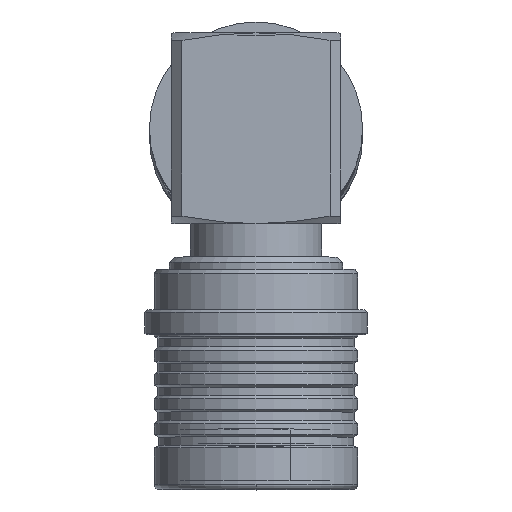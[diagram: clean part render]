
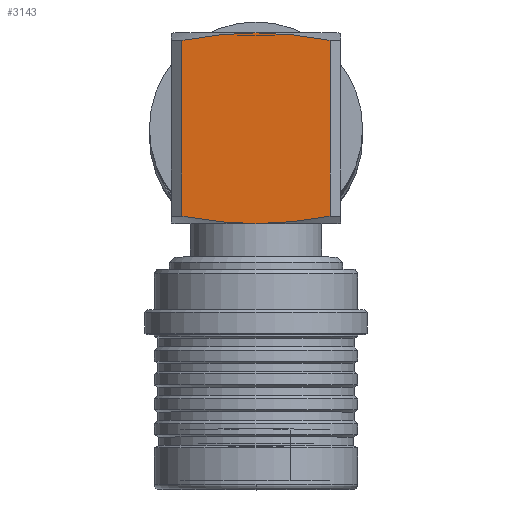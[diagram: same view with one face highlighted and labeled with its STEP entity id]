
A CAD part, top view. The second image highlights one B-rep face of the part: STEP entity #3143.
In plain terms, the highlighted face is planar.
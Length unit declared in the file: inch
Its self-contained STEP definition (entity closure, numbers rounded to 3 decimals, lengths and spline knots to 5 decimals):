
#9 = VERTEX_POINT ( 'NONE', #523 ) ;
#370 = EDGE_CURVE ( 'NONE', #10710, #20108, #3023, .T. ) ;
#460 = CARTESIAN_POINT ( 'NONE',  ( -0.17717, 0.15748, -0.02298 ) ) ;
#523 = CARTESIAN_POINT ( 'NONE',  ( -0.17717, 0.15748, 0. ) ) ;
#850 = CARTESIAN_POINT ( 'NONE',  ( 0.16737, 0.15748, -0.11466 ) ) ;
#1418 = VERTEX_POINT ( 'NONE', #16073 ) ;
#1969 = CARTESIAN_POINT ( 'NONE',  ( -0.17085, 0.15748, -0.09175 ) ) ;
#1977 = EDGE_CURVE ( 'NONE', #20108, #9, #3679, .T. ) ;
#2195 = CARTESIAN_POINT ( 'NONE',  ( -0.17717, 0.15748, 0.13748 ) ) ;
#2303 = VERTEX_POINT ( 'NONE', #3675 ) ;
#2342 = CARTESIAN_POINT ( 'NONE',  ( -0.17717, 0.15748, 0.02292 ) ) ;
#3023 = LINE ( 'NONE', #18123, #16886 ) ;
#3143 = ADVANCED_FACE ( 'NONE', ( #4491 ), #3268, .F. ) ;
#3268 = PLANE ( 'NONE',  #14464 ) ;
#3351 = DIRECTION ( 'NONE',  ( 0., 0., -1. ) ) ;
#3675 = CARTESIAN_POINT ( 'NONE',  ( -0.16335, 0.15748, 0.13748 ) ) ;
#3679 = B_SPLINE_CURVE_WITH_KNOTS ( 'NONE', 3,
 ( #14551, #19774, #1969, #7402, #460, #20238 ),
 .UNSPECIFIED., .F., .F.,
 ( 4, 2, 4 ),
 ( 0.00478, 0.00654, 0.00831 ),
 .UNSPECIFIED. ) ;
#4382 = CARTESIAN_POINT ( 'NONE',  ( 0.17717, 0.15748, -0.02298 ) ) ;
#4491 = FACE_OUTER_BOUND ( 'NONE', #9170, .T. ) ;
#4749 = CARTESIAN_POINT ( 'NONE',  ( 0.17578, 0.15748, 0.04587 ) ) ;
#5092 = CARTESIAN_POINT ( 'NONE',  ( -0.17717, 0.15748, 0.15748 ) ) ;
#6051 = CARTESIAN_POINT ( 'NONE',  ( -0.16335, 0.15748, 0.13748 ) ) ;
#6208 = CARTESIAN_POINT ( 'NONE',  ( 0.16335, 0.15748, -0.13748 ) ) ;
#6645 = CARTESIAN_POINT ( 'NONE',  ( 0.16335, 0.15748, 0.13748 ) ) ;
#7402 = CARTESIAN_POINT ( 'NONE',  ( -0.17577, 0.15748, -0.04592 ) ) ;
#7434 = EDGE_CURVE ( 'NONE', #2303, #9256, #16009, .T. ) ;
#7500 = B_SPLINE_CURVE_WITH_KNOTS ( 'NONE', 3,
 ( #14019, #17477, #4749, #8607, #8371, #6645 ),
 .UNSPECIFIED., .F., .F.,
 ( 4, 2, 4 ),
 ( 0.00831, 0.01007, 0.01183 ),
 .UNSPECIFIED. ) ;
#8011 = CARTESIAN_POINT ( 'NONE',  ( 0.17717, 0.15748, 0. ) ) ;
#8371 = CARTESIAN_POINT ( 'NONE',  ( 0.16735, 0.15748, 0.11476 ) ) ;
#8472 = CARTESIAN_POINT ( 'NONE',  ( 0.16335, 0.15748, 0.13748 ) ) ;
#8574 = EDGE_CURVE ( 'NONE', #10710, #1418, #19369, .T. ) ;
#8607 = CARTESIAN_POINT ( 'NONE',  ( 0.17084, 0.15748, 0.09184 ) ) ;
#9170 = EDGE_LOOP ( 'NONE', ( #18147, #22616, #12896, #21096, #11275, #14295 ) ) ;
#9256 = VERTEX_POINT ( 'NONE', #8472 ) ;
#9412 = DIRECTION ( 'NONE',  ( -1., 0., 0. ) ) ;
#9761 = CARTESIAN_POINT ( 'NONE',  ( 0.17577, 0.15748, -0.04592 ) ) ;
#10710 = VERTEX_POINT ( 'NONE', #17238 ) ;
#11212 = VECTOR ( 'NONE', #16508, 39.37008 ) ;
#11275 = ORIENTED_EDGE ( 'NONE', *, *, #7434, .T. ) ;
#12457 = DIRECTION ( 'NONE',  ( 0., -1., 0. ) ) ;
#12896 = ORIENTED_EDGE ( 'NONE', *, *, #1977, .T. ) ;
#13169 = CARTESIAN_POINT ( 'NONE',  ( -0.17578, 0.15748, 0.04587 ) ) ;
#14019 = CARTESIAN_POINT ( 'NONE',  ( 0.17717, 0.15748, 0. ) ) ;
#14295 = ORIENTED_EDGE ( 'NONE', *, *, #20079, .F. ) ;
#14464 = AXIS2_PLACEMENT_3D ( 'NONE', #5092, #12457, #3351 ) ;
#14551 = CARTESIAN_POINT ( 'NONE',  ( -0.16335, 0.15748, -0.13748 ) ) ;
#14922 = CARTESIAN_POINT ( 'NONE',  ( -0.16735, 0.15748, 0.11476 ) ) ;
#16009 = LINE ( 'NONE', #2195, #11212 ) ;
#16073 = CARTESIAN_POINT ( 'NONE',  ( 0.17717, 0.15748, 0. ) ) ;
#16508 = DIRECTION ( 'NONE',  ( 1., 0., 0. ) ) ;
#16578 = CARTESIAN_POINT ( 'NONE',  ( -0.17717, 0.15748, 0. ) ) ;
#16881 = CARTESIAN_POINT ( 'NONE',  ( -0.17084, 0.15748, 0.09184 ) ) ;
#16886 = VECTOR ( 'NONE', #9412, 39.37008 ) ;
#17200 = EDGE_CURVE ( 'NONE', #9, #2303, #22438, .T. ) ;
#17238 = CARTESIAN_POINT ( 'NONE',  ( 0.16335, 0.15748, -0.13748 ) ) ;
#17477 = CARTESIAN_POINT ( 'NONE',  ( 0.17717, 0.15748, 0.02292 ) ) ;
#18123 = CARTESIAN_POINT ( 'NONE',  ( -0.15969, 0.15748, -0.13748 ) ) ;
#18147 = ORIENTED_EDGE ( 'NONE', *, *, #8574, .F. ) ;
#19369 = B_SPLINE_CURVE_WITH_KNOTS ( 'NONE', 3,
 ( #6208, #850, #19434, #9761, #4382, #8011 ),
 .UNSPECIFIED., .F., .F.,
 ( 4, 2, 4 ),
 ( 0.00478, 0.00654, 0.00831 ),
 .UNSPECIFIED. ) ;
#19434 = CARTESIAN_POINT ( 'NONE',  ( 0.17085, 0.15748, -0.09175 ) ) ;
#19472 = CARTESIAN_POINT ( 'NONE',  ( -0.16335, 0.15748, -0.13748 ) ) ;
#19774 = CARTESIAN_POINT ( 'NONE',  ( -0.16737, 0.15748, -0.11466 ) ) ;
#20079 = EDGE_CURVE ( 'NONE', #1418, #9256, #7500, .T. ) ;
#20108 = VERTEX_POINT ( 'NONE', #19472 ) ;
#20238 = CARTESIAN_POINT ( 'NONE',  ( -0.17717, 0.15748, 0. ) ) ;
#21096 = ORIENTED_EDGE ( 'NONE', *, *, #17200, .T. ) ;
#22438 = B_SPLINE_CURVE_WITH_KNOTS ( 'NONE', 3,
 ( #16578, #2342, #13169, #16881, #14922, #6051 ),
 .UNSPECIFIED., .F., .F.,
 ( 4, 2, 4 ),
 ( 0.00831, 0.01007, 0.01183 ),
 .UNSPECIFIED. ) ;
#22616 = ORIENTED_EDGE ( 'NONE', *, *, #370, .T. ) ;
